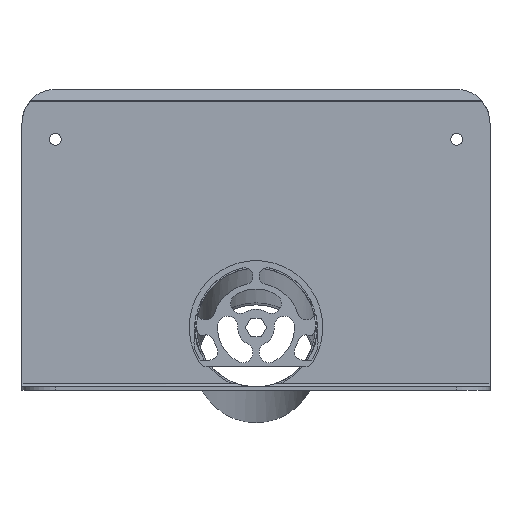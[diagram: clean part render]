
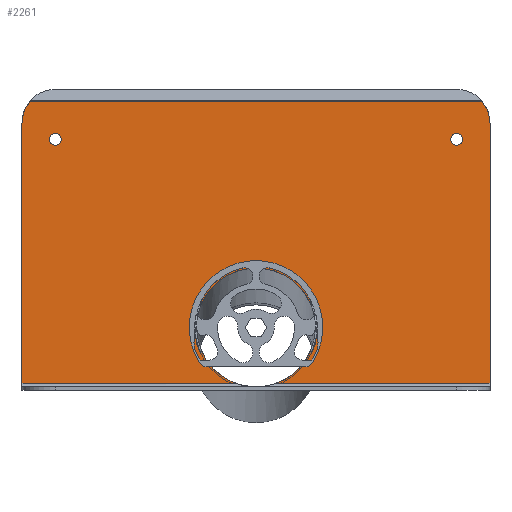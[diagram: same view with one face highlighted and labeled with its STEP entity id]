
A CAD part, left-side view. The second image highlights one B-rep face of the part: STEP entity #2261.
In plain terms, the highlighted planar face has unit normal (-1, 0, 0).
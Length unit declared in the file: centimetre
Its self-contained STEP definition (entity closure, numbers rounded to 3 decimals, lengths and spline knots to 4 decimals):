
#30=FACE_BOUND('',#337,.T.);
#31=FACE_BOUND('',#338,.T.);
#107=PLANE('',#2885);
#188=FACE_OUTER_BOUND('',#336,.T.);
#336=EDGE_LOOP('',(#1394,#1395,#1396,#1397,#1398,#1399,#1400,#1401,#1402,
#1403,#1404,#1405,#1406,#1407,#1408,#1409,#1410,#1411,#1412,#1413));
#337=EDGE_LOOP('',(#1414));
#338=EDGE_LOOP('',(#1415));
#498=CIRCLE('',#2864,20.);
#504=CIRCLE('',#2878,20.);
#507=CIRCLE('',#2886,35.5);
#508=CIRCLE('',#2887,36.75);
#509=CIRCLE('',#2888,35.5);
#510=CIRCLE('',#2889,36.75);
#511=CIRCLE('',#2890,35.5);
#512=CIRCLE('',#2891,36.75);
#513=CIRCLE('',#2892,35.5);
#514=CIRCLE('',#2893,3.5);
#515=CIRCLE('',#2894,3.5);
#644=VERTEX_POINT('',#4032);
#648=VERTEX_POINT('',#4042);
#660=VERTEX_POINT('',#4093);
#662=VERTEX_POINT('',#4099);
#666=VERTEX_POINT('',#4119);
#667=VERTEX_POINT('',#4121);
#668=VERTEX_POINT('',#4123);
#669=VERTEX_POINT('',#4125);
#670=VERTEX_POINT('',#4127);
#671=VERTEX_POINT('',#4129);
#672=VERTEX_POINT('',#4131);
#673=VERTEX_POINT('',#4133);
#674=VERTEX_POINT('',#4135);
#675=VERTEX_POINT('',#4137);
#676=VERTEX_POINT('',#4139);
#677=VERTEX_POINT('',#4141);
#678=VERTEX_POINT('',#4143);
#679=VERTEX_POINT('',#4145);
#680=VERTEX_POINT('',#4147);
#681=VERTEX_POINT('',#4149);
#682=VERTEX_POINT('',#4152);
#683=VERTEX_POINT('',#4154);
#923=EDGE_CURVE('',#644,#648,#498,.T.);
#942=EDGE_CURVE('',#660,#662,#504,.T.);
#950=EDGE_CURVE('',#644,#660,#2420,.T.);
#951=EDGE_CURVE('',#666,#648,#2421,.T.);
#952=EDGE_CURVE('',#666,#667,#2422,.T.);
#953=EDGE_CURVE('',#667,#668,#507,.T.);
#954=EDGE_CURVE('',#668,#669,#2423,.T.);
#955=EDGE_CURVE('',#669,#670,#508,.T.);
#956=EDGE_CURVE('',#670,#671,#2424,.T.);
#957=EDGE_CURVE('',#671,#672,#509,.T.);
#958=EDGE_CURVE('',#672,#673,#2425,.T.);
#959=EDGE_CURVE('',#673,#674,#510,.T.);
#960=EDGE_CURVE('',#674,#675,#2426,.T.);
#961=EDGE_CURVE('',#675,#676,#511,.T.);
#962=EDGE_CURVE('',#676,#677,#2427,.T.);
#963=EDGE_CURVE('',#677,#678,#512,.T.);
#964=EDGE_CURVE('',#678,#679,#2428,.T.);
#965=EDGE_CURVE('',#679,#680,#513,.T.);
#966=EDGE_CURVE('',#680,#681,#2429,.T.);
#967=EDGE_CURVE('',#681,#662,#2430,.T.);
#968=EDGE_CURVE('',#682,#682,#514,.T.);
#969=EDGE_CURVE('',#683,#683,#515,.T.);
#1394=ORIENTED_EDGE('',*,*,#951,.F.);
#1395=ORIENTED_EDGE('',*,*,#952,.T.);
#1396=ORIENTED_EDGE('',*,*,#953,.T.);
#1397=ORIENTED_EDGE('',*,*,#954,.T.);
#1398=ORIENTED_EDGE('',*,*,#955,.T.);
#1399=ORIENTED_EDGE('',*,*,#956,.T.);
#1400=ORIENTED_EDGE('',*,*,#957,.T.);
#1401=ORIENTED_EDGE('',*,*,#958,.T.);
#1402=ORIENTED_EDGE('',*,*,#959,.T.);
#1403=ORIENTED_EDGE('',*,*,#960,.T.);
#1404=ORIENTED_EDGE('',*,*,#961,.T.);
#1405=ORIENTED_EDGE('',*,*,#962,.T.);
#1406=ORIENTED_EDGE('',*,*,#963,.T.);
#1407=ORIENTED_EDGE('',*,*,#964,.T.);
#1408=ORIENTED_EDGE('',*,*,#965,.T.);
#1409=ORIENTED_EDGE('',*,*,#966,.T.);
#1410=ORIENTED_EDGE('',*,*,#967,.T.);
#1411=ORIENTED_EDGE('',*,*,#942,.F.);
#1412=ORIENTED_EDGE('',*,*,#950,.F.);
#1413=ORIENTED_EDGE('',*,*,#923,.T.);
#1414=ORIENTED_EDGE('',*,*,#968,.T.);
#1415=ORIENTED_EDGE('',*,*,#969,.T.);
#2261=ADVANCED_FACE('',(#188,#30,#31),#107,.T.);
#2420=LINE('',#4117,#2647);
#2421=LINE('',#4120,#2648);
#2422=LINE('',#4122,#2649);
#2423=LINE('',#4126,#2650);
#2424=LINE('',#4130,#2651);
#2425=LINE('',#4134,#2652);
#2426=LINE('',#4138,#2653);
#2427=LINE('',#4142,#2654);
#2428=LINE('',#4146,#2655);
#2429=LINE('',#4150,#2656);
#2430=LINE('',#4151,#2657);
#2647=VECTOR('',#3237,1.);
#2648=VECTOR('',#3240,10.);
#2649=VECTOR('',#3241,10.);
#2650=VECTOR('',#3244,10.);
#2651=VECTOR('',#3247,10.);
#2652=VECTOR('',#3250,10.);
#2653=VECTOR('',#3253,10.);
#2654=VECTOR('',#3256,10.);
#2655=VECTOR('',#3259,10.);
#2656=VECTOR('',#3262,10.);
#2657=VECTOR('',#3263,10.);
#2864=AXIS2_PLACEMENT_3D('',#4044,#3184,#3185);
#2878=AXIS2_PLACEMENT_3D('',#4100,#3220,#3221);
#2885=AXIS2_PLACEMENT_3D('',#4118,#3238,#3239);
#2886=AXIS2_PLACEMENT_3D('',#4124,#3242,#3243);
#2887=AXIS2_PLACEMENT_3D('',#4128,#3245,#3246);
#2888=AXIS2_PLACEMENT_3D('',#4132,#3248,#3249);
#2889=AXIS2_PLACEMENT_3D('',#4136,#3251,#3252);
#2890=AXIS2_PLACEMENT_3D('',#4140,#3254,#3255);
#2891=AXIS2_PLACEMENT_3D('',#4144,#3257,#3258);
#2892=AXIS2_PLACEMENT_3D('',#4148,#3260,#3261);
#2893=AXIS2_PLACEMENT_3D('',#4153,#3264,#3265);
#2894=AXIS2_PLACEMENT_3D('',#4155,#3266,#3267);
#3184=DIRECTION('center_axis',(-1.,0.,0.));
#3185=DIRECTION('ref_axis',(0.,0.707,0.707));
#3220=DIRECTION('center_axis',(1.,0.,0.));
#3221=DIRECTION('ref_axis',(0.,-0.707,0.707));
#3237=DIRECTION('',(0.,-1.,0.));
#3238=DIRECTION('center_axis',(-1.,0.,0.));
#3239=DIRECTION('ref_axis',(0.,-1.,0.));
#3240=DIRECTION('',(0.,0.,1.));
#3241=DIRECTION('',(0.,-1.,0.));
#3242=DIRECTION('center_axis',(1.,0.,0.));
#3243=DIRECTION('ref_axis',(0.,0.903,-0.43));
#3244=DIRECTION('',(0.,1.,0.));
#3245=DIRECTION('center_axis',(1.,0.,0.));
#3246=DIRECTION('ref_axis',(0.,0.91,0.415));
#3247=DIRECTION('',(0.,-1.,0.));
#3248=DIRECTION('center_axis',(1.,0.,0.));
#3249=DIRECTION('ref_axis',(0.,0.148,0.989));
#3250=DIRECTION('',(0.,0.,1.));
#3251=DIRECTION('center_axis',(1.,0.,0.));
#3252=DIRECTION('ref_axis',(0.,-0.143,0.99));
#3253=DIRECTION('',(0.,0.,-1.));
#3254=DIRECTION('center_axis',(1.,0.,0.));
#3255=DIRECTION('ref_axis',(0.,-0.903,0.43));
#3256=DIRECTION('',(0.,-1.,0.));
#3257=DIRECTION('center_axis',(1.,0.,0.));
#3258=DIRECTION('ref_axis',(0.,-0.91,-0.415));
#3259=DIRECTION('',(0.,1.,0.));
#3260=DIRECTION('center_axis',(1.,0.,0.));
#3261=DIRECTION('ref_axis',(0.,0.903,-0.43));
#3262=DIRECTION('',(0.,-1.,0.));
#3263=DIRECTION('',(0.,0.,1.));
#3264=DIRECTION('center_axis',(1.,0.,0.));
#3265=DIRECTION('ref_axis',(0.,-1.,0.));
#3266=DIRECTION('center_axis',(1.,0.,0.));
#3267=DIRECTION('ref_axis',(0.,-1.,0.));
#4032=CARTESIAN_POINT('',(99.5,135.5449,172.4973));
#4042=CARTESIAN_POINT('',(99.5,140.1249,159.7606));
#4044=CARTESIAN_POINT('Origin',(99.5,120.1249,159.7606));
#4093=CARTESIAN_POINT('',(99.5,-135.2951,172.4973));
#4099=CARTESIAN_POINT('',(99.5,-139.8751,159.7606));
#4100=CARTESIAN_POINT('Origin',(99.5,-119.8751,159.7606));
#4117=CARTESIAN_POINT('',(99.5,103.5574,172.4973));
#4118=CARTESIAN_POINT('Origin',(99.5,0.1249,85.9138));
#4119=CARTESIAN_POINT('',(99.5,140.1249,4.0393));
#4120=CARTESIAN_POINT('',(99.5,140.1249,-0.4846));
#4121=CARTESIAN_POINT('',(99.5,11.8722,4.0393));
#4122=CARTESIAN_POINT('',(99.5,0.1249,4.0393));
#4123=CARTESIAN_POINT('',(99.5,32.1825,22.2893));
#4124=CARTESIAN_POINT('Origin',(99.5,0.1249,37.5393));
#4125=CARTESIAN_POINT('',(99.5,33.5614,22.2893));
#4126=CARTESIAN_POINT('',(99.5,16.8431,22.2893));
#4127=CARTESIAN_POINT('',(99.5,33.5614,52.7893));
#4128=CARTESIAN_POINT('Origin',(99.5,0.1249,37.5393));
#4129=CARTESIAN_POINT('',(99.5,32.1825,52.7893));
#4130=CARTESIAN_POINT('',(99.5,16.1537,52.7893));
#4131=CARTESIAN_POINT('',(99.5,5.3749,72.6489));
#4132=CARTESIAN_POINT('Origin',(99.5,0.1249,37.5393));
#4133=CARTESIAN_POINT('',(99.5,5.3749,73.9123));
#4134=CARTESIAN_POINT('',(99.5,5.3749,79.9131));
#4135=CARTESIAN_POINT('',(99.5,-5.1251,73.9123));
#4136=CARTESIAN_POINT('Origin',(99.5,0.1249,37.5393));
#4137=CARTESIAN_POINT('',(99.5,-5.1251,72.6489));
#4138=CARTESIAN_POINT('',(99.5,-5.1251,79.2814));
#4139=CARTESIAN_POINT('',(99.5,-31.9327,52.7893));
#4140=CARTESIAN_POINT('Origin',(99.5,0.1249,37.5393));
#4141=CARTESIAN_POINT('',(99.5,-33.3116,52.7893));
#4142=CARTESIAN_POINT('',(99.5,-16.5934,52.7893));
#4143=CARTESIAN_POINT('',(99.5,-33.3116,22.2893));
#4144=CARTESIAN_POINT('Origin',(99.5,0.1249,37.5393));
#4145=CARTESIAN_POINT('',(99.5,-31.9327,22.2893));
#4146=CARTESIAN_POINT('',(99.5,-15.9039,22.2893));
#4147=CARTESIAN_POINT('',(99.5,-11.6225,4.0393));
#4148=CARTESIAN_POINT('Origin',(99.5,0.1249,37.5393));
#4149=CARTESIAN_POINT('',(99.5,-139.8751,4.0393));
#4150=CARTESIAN_POINT('',(99.5,0.1249,4.0393));
#4151=CARTESIAN_POINT('',(99.5,-139.8751,-0.4846));
#4152=CARTESIAN_POINT('',(99.5,123.6249,150.0397));
#4153=CARTESIAN_POINT('Origin',(99.5,120.1249,150.0397));
#4154=CARTESIAN_POINT('',(99.5,-116.3751,150.0397));
#4155=CARTESIAN_POINT('Origin',(99.5,-119.8751,150.0397));
